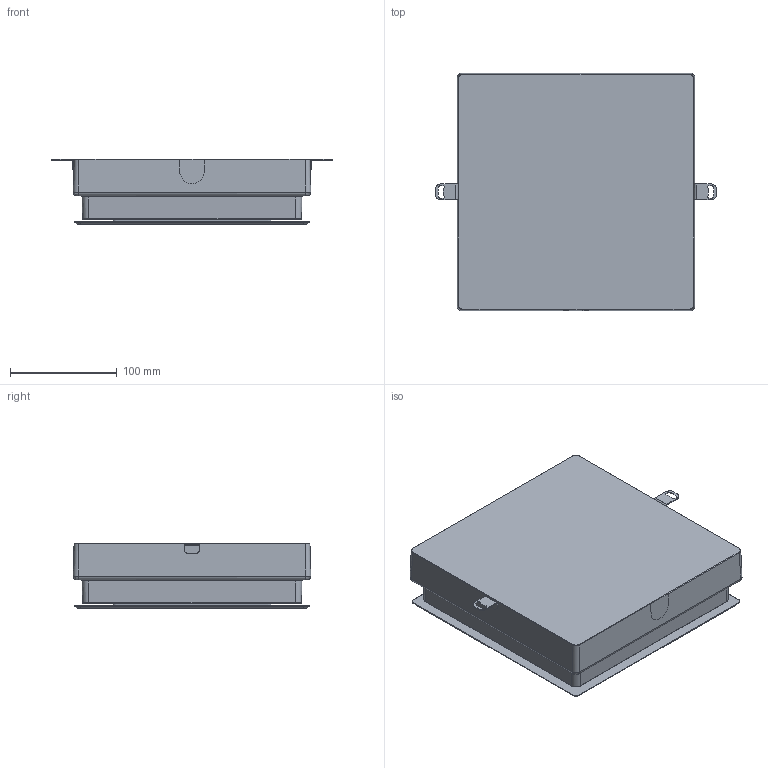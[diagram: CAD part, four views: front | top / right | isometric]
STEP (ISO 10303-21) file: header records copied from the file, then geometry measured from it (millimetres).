
FILE_DESCRIPTION(/* description */ (''),/* implementation_level */ '2;1');
FILE_NAME(/* name */ 'T4001500_EGO 220 WO ACCIAIO FLAT QUADRO',/* time_stamp */ '2018-02-05T19:15:19+01:00',/* author */ (''),/* organization */ (''),/* preprocessor_version */ 'ST-DEVELOPER v15',/* originating_system */ '',/* authorisation */ '');
FILE_SCHEMA (('CONFIG_CONTROL_DESIGN'));
Length unit declared in the file: millimetre
Products named in the file (1): Document
Bounding box: 263.82 x 222.96 x 61.73 mm (x, y, z)
Volume: 266608.1 mm3; surface area: 283137.3 mm2
Topology: 8 solids, 9 shells, 272 faces, 686 edges, 437 vertices
Faces by surface type: bspline 161, plane 111
Entity records: 9467 total; most frequent: CARTESIAN_POINT 5244, ORIENTED_EDGE 1368, EDGE_CURVE 686, VERTEX_POINT 437, B_SPLINE_CURVE_WITH_KNOTS 402, EDGE_LOOP 306, ADVANCED_FACE 272, FACE_OUTER_BOUND 272
